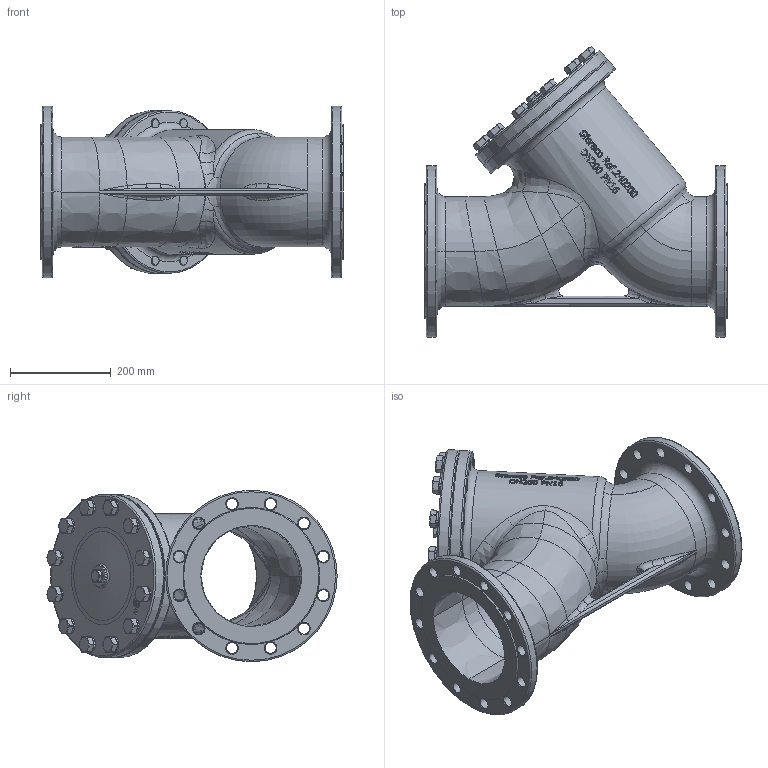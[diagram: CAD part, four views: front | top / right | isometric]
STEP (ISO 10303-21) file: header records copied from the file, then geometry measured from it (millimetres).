
FILE_DESCRIPTION(/* description */ ('240200'),/* implementation_level */ '2;1');
FILE_NAME(/* name */ '240200.stp',/* time_stamp */ '2018-01-10T11:31:48+01:00',/* author */ ('jmorand'),/* organization */ ('Sferaco'),/* preprocessor_version */ 'ST-DEVELOPER v16.5',/* originating_system */ 'Autodesk Inventor 2017',/* authorisation */ '');
FILE_SCHEMA (('CONFIG_CONTROL_DESIGN'));
Length unit declared in the file: millimetre
Products named in the file (1): 2049F-PN16 DN200_Shrinkwrap_1
Bounding box: 600 x 575.2 x 340 mm (x, y, z)
Volume: 9309321.7 mm3; surface area: 1548170.8 mm2
Topology: 1 solids, 14 shells, 1827 faces, 4762 edges, 3084 vertices
Faces by surface type: bspline 783, plane 636, cylinder 245, cone 82, torus 69, sphere 12
Full cylindrical faces by diameter (mm): 16 x1, 20 x12, 22 x24, 24 x13, 27.5 x1, 30 x12, 35 x1, 43 x1, 195 x1, 210 x2, 217 x1, 230 x1, 247 x1, 323 x2, 340 x2
Entity records: 81077 total; most frequent: CARTESIAN_POINT 40364, ORIENTED_EDGE 8958, DIRECTION 6057, EDGE_CURVE 4479, VERTEX_POINT 2994, EDGE_LOOP 2219, AXIS2_PLACEMENT_3D 2136, STYLED_ITEM 1828
